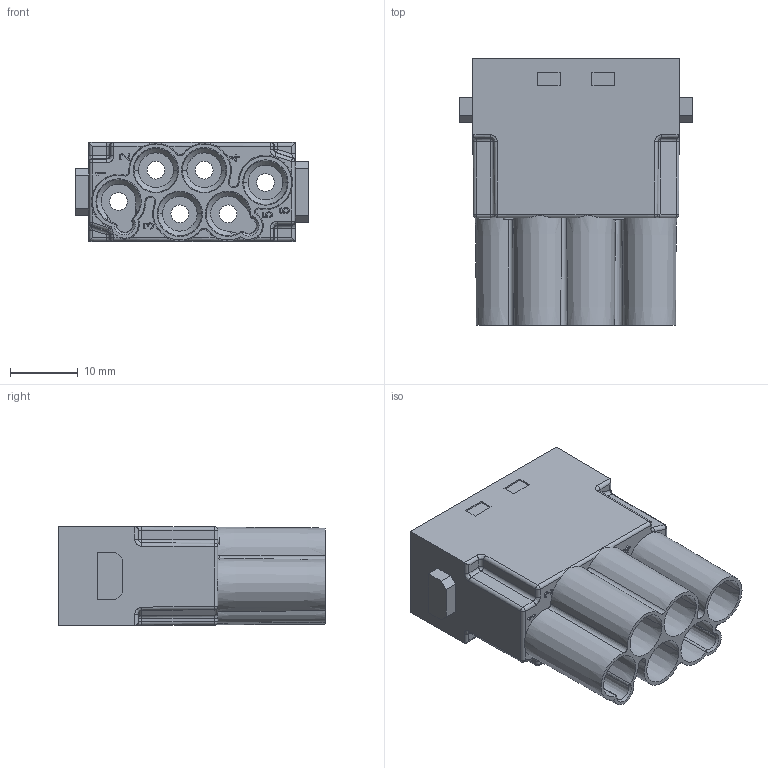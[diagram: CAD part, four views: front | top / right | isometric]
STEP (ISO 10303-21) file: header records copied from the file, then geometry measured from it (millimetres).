
FILE_DESCRIPTION((''),'2;1');
FILE_NAME('PRT0278','2021-03-29T',('lian.chen'),(''),'PRO/ENGINEER BY PARAMETRIC TECHNOLOGY CORPORATION, 2012480','PRO/ENGINEER BY PARAMETRIC TECHNOLOGY CORPORATION, 2012480','');
FILE_SCHEMA(('AUTOMOTIVE_DESIGN { 1 0 10303 214 1 1 1 1 }'));
Length unit declared in the file: millimetre
Products named in the file (1): PRT0278
Bounding box: 34.2 x 39.2 x 14.6 mm (x, y, z)
Volume: 9075 mm3; surface area: 9398.5 mm2
Topology: 1 solids, 9 shells, 707 faces, 1924 edges, 1251 vertices
Faces by surface type: plane 415, cylinder 119, cone 108, bspline 53, sphere 12
Entity records: 25368 total; most frequent: CARTESIAN_POINT 7628, ORIENTED_EDGE 3824, DIRECTION 3412, EDGE_CURVE 1912, VERTEX_POINT 1251, AXIS2_PLACEMENT_3D 1138, VECTOR 1136, LINE 1136
